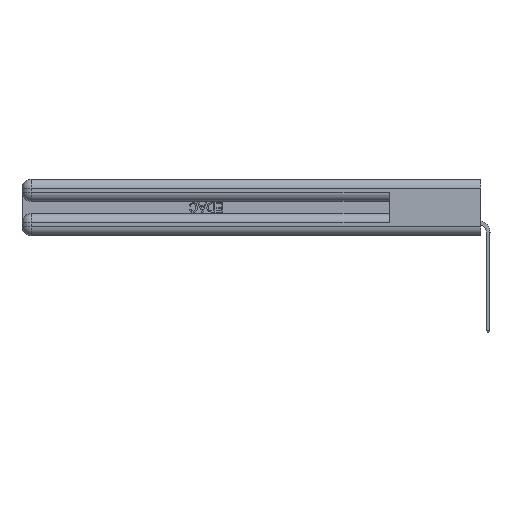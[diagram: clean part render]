
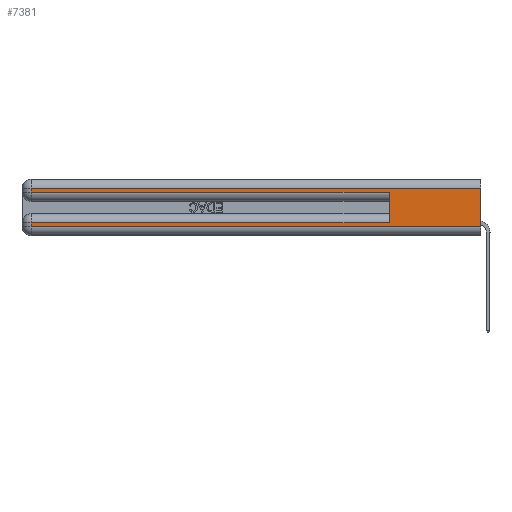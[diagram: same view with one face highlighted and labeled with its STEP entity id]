
A CAD part, left-side view. The second image highlights one B-rep face of the part: STEP entity #7381.
In plain terms, the highlighted planar face has unit normal (-1, 0, 0).
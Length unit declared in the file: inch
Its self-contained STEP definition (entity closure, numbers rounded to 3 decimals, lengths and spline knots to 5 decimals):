
#332 = LINE ( 'NONE', #36057, #24120 ) ;
#534 = LINE ( 'NONE', #10434, #13779 ) ;
#1481 = ORIENTED_EDGE ( 'NONE', *, *, #10136, .F. ) ;
#1746 = DIRECTION ( 'NONE',  ( 0., 0., -1. ) ) ;
#2243 = LINE ( 'NONE', #43747, #36639 ) ;
#3988 = DIRECTION ( 'NONE',  ( 0., 0., -1. ) ) ;
#5779 = ORIENTED_EDGE ( 'NONE', *, *, #10256, .T. ) ;
#6285 = EDGE_CURVE ( 'NONE', #42723, #42974, #2243, .T. ) ;
#7099 = CARTESIAN_POINT ( 'NONE',  ( 0., 2.94, 0.285 ) ) ;
#7381 = ADVANCED_FACE ( 'NONE', ( #10146 ), #28264, .F. ) ;
#7514 = LINE ( 'NONE', #24468, #39703 ) ;
#7909 = CARTESIAN_POINT ( 'NONE',  ( 0., 2.94, 0.37 ) ) ;
#8209 = DIRECTION ( 'NONE',  ( 0., 1., 0. ) ) ;
#9366 = CARTESIAN_POINT ( 'NONE',  ( 0., 0., 0.37 ) ) ;
#10136 = EDGE_CURVE ( 'NONE', #48199, #40316, #332, .T. ) ;
#10146 = FACE_OUTER_BOUND ( 'NONE', #23397, .T. ) ;
#10256 = EDGE_CURVE ( 'NONE', #32573, #15189, #42656, .T. ) ;
#10434 = CARTESIAN_POINT ( 'NONE',  ( 0., 0., 0.06 ) ) ;
#12009 = DIRECTION ( 'NONE',  ( 0., -1., 0. ) ) ;
#13733 = DIRECTION ( 'NONE',  ( 1., 0., 0. ) ) ;
#13779 = VECTOR ( 'NONE', #14442, 39.37008 ) ;
#14442 = DIRECTION ( 'NONE',  ( 0., -1., 0. ) ) ;
#15189 = VERTEX_POINT ( 'NONE', #30278 ) ;
#15631 = VERTEX_POINT ( 'NONE', #16154 ) ;
#16154 = CARTESIAN_POINT ( 'NONE',  ( 0., 0.6, 0.285 ) ) ;
#17722 = CARTESIAN_POINT ( 'NONE',  ( 0., 0., 0.31 ) ) ;
#18679 = CARTESIAN_POINT ( 'NONE',  ( 0., 0., 0.085 ) ) ;
#18999 = LINE ( 'NONE', #18679, #30221 ) ;
#19542 = CARTESIAN_POINT ( 'NONE',  ( 0., 0.6, 0.085 ) ) ;
#20153 = CARTESIAN_POINT ( 'NONE',  ( 0., 0., 0.31 ) ) ;
#21101 = ORIENTED_EDGE ( 'NONE', *, *, #6285, .T. ) ;
#23397 = EDGE_LOOP ( 'NONE', ( #1481, #33936, #21101, #48379, #47025, #30384, #5779, #35914 ) ) ;
#24120 = VECTOR ( 'NONE', #3988, 39.37008 ) ;
#24468 = CARTESIAN_POINT ( 'NONE',  ( 0., 0.6, 0.145 ) ) ;
#25871 = EDGE_CURVE ( 'NONE', #48199, #42723, #33127, .T. ) ;
#27651 = EDGE_CURVE ( 'NONE', #51157, #15631, #7514, .T. ) ;
#28264 = PLANE ( 'NONE',  #28552 ) ;
#28552 = AXIS2_PLACEMENT_3D ( 'NONE', #9366, #13733, #1746 ) ;
#28771 = DIRECTION ( 'NONE',  ( 0., 0., 1. ) ) ;
#28947 = EDGE_CURVE ( 'NONE', #15189, #40316, #534, .T. ) ;
#30221 = VECTOR ( 'NONE', #31237, 39.37008 ) ;
#30248 = CARTESIAN_POINT ( 'NONE',  ( 0., 2.94, 0.31 ) ) ;
#30278 = CARTESIAN_POINT ( 'NONE',  ( 0., 2.94, 0.06 ) ) ;
#30384 = ORIENTED_EDGE ( 'NONE', *, *, #34268, .T. ) ;
#31237 = DIRECTION ( 'NONE',  ( 0., 1., 0. ) ) ;
#32342 = DIRECTION ( 'NONE',  ( 0., 0., -1. ) ) ;
#32573 = VERTEX_POINT ( 'NONE', #35487 ) ;
#33127 = LINE ( 'NONE', #20153, #35589 ) ;
#33936 = ORIENTED_EDGE ( 'NONE', *, *, #25871, .T. ) ;
#34268 = EDGE_CURVE ( 'NONE', #51157, #32573, #18999, .T. ) ;
#34399 = EDGE_CURVE ( 'NONE', #42974, #15631, #44106, .T. ) ;
#35487 = CARTESIAN_POINT ( 'NONE',  ( 0., 2.94, 0.085 ) ) ;
#35589 = VECTOR ( 'NONE', #8209, 39.37008 ) ;
#35914 = ORIENTED_EDGE ( 'NONE', *, *, #28947, .T. ) ;
#36057 = CARTESIAN_POINT ( 'NONE',  ( 0., 0., 0.37 ) ) ;
#36639 = VECTOR ( 'NONE', #32342, 39.37008 ) ;
#39703 = VECTOR ( 'NONE', #28771, 39.37008 ) ;
#39935 = VECTOR ( 'NONE', #43038, 39.37008 ) ;
#40121 = CARTESIAN_POINT ( 'NONE',  ( 0., 0., 0.06 ) ) ;
#40316 = VERTEX_POINT ( 'NONE', #40121 ) ;
#42656 = LINE ( 'NONE', #7909, #39935 ) ;
#42723 = VERTEX_POINT ( 'NONE', #30248 ) ;
#42802 = VECTOR ( 'NONE', #12009, 39.37008 ) ;
#42974 = VERTEX_POINT ( 'NONE', #7099 ) ;
#43038 = DIRECTION ( 'NONE',  ( 0., 0., -1. ) ) ;
#43747 = CARTESIAN_POINT ( 'NONE',  ( 0., 2.94, 0.37 ) ) ;
#44106 = LINE ( 'NONE', #45269, #42802 ) ;
#45269 = CARTESIAN_POINT ( 'NONE',  ( 0., 0., 0.285 ) ) ;
#47025 = ORIENTED_EDGE ( 'NONE', *, *, #27651, .F. ) ;
#48199 = VERTEX_POINT ( 'NONE', #17722 ) ;
#48379 = ORIENTED_EDGE ( 'NONE', *, *, #34399, .T. ) ;
#51157 = VERTEX_POINT ( 'NONE', #19542 ) ;
